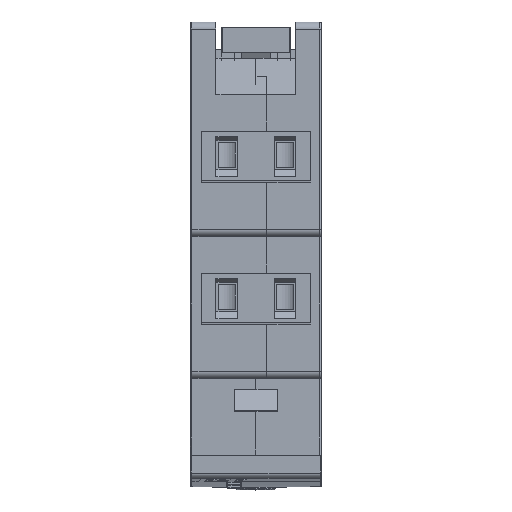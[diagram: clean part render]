
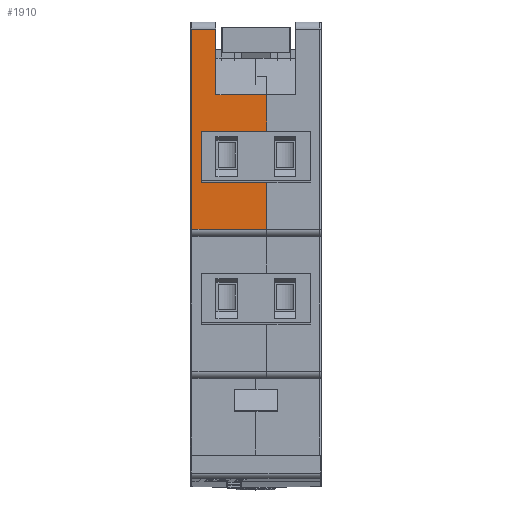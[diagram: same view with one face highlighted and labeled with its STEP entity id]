
A CAD part, top view. The second image highlights one B-rep face of the part: STEP entity #1910.
In plain terms, the highlighted planar face has unit normal (0, 0, 1).
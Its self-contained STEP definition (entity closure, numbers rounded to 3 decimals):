
#1910=ADVANCED_FACE('',(#3575),#3577,.T.);
#3575=FACE_BOUND('',#3576,.T.);
#3576=EDGE_LOOP('',(#7670,#7671,#7672,#7673,#7674,#7675,#7676,#7677,#7678,#7679));
#3577=PLANE('',#3578);
#3578=AXIS2_PLACEMENT_3D('',#3579,#3580,#3581);
#3579=CARTESIAN_POINT('',(0.,28.75,44.75));
#3580=DIRECTION('',(0.,0.,1.));
#3581=DIRECTION('',(0.,-1.,0.));
#7670=ORIENTED_EDGE('',*,*,#10465,.T.);
#7671=ORIENTED_EDGE('',*,*,#10466,.T.);
#7672=ORIENTED_EDGE('',*,*,#10467,.F.);
#7673=ORIENTED_EDGE('',*,*,#10468,.T.);
#7674=ORIENTED_EDGE('',*,*,#10469,.T.);
#7675=ORIENTED_EDGE('',*,*,#10470,.T.);
#7676=ORIENTED_EDGE('',*,*,#10471,.F.);
#7677=ORIENTED_EDGE('',*,*,#10379,.T.);
#7678=ORIENTED_EDGE('',*,*,#10345,.T.);
#7679=ORIENTED_EDGE('',*,*,#10464,.F.);
#10345=EDGE_CURVE('',#12105,#12103,#12106,.T.);
#10379=EDGE_CURVE('',#12170,#12105,#12171,.F.);
#10464=EDGE_CURVE('',#12314,#12103,#12316,.T.);
#10465=EDGE_CURVE('',#12314,#12317,#12318,.T.);
#10466=EDGE_CURVE('',#12317,#12319,#12320,.T.);
#10467=EDGE_CURVE('',#12321,#12319,#12322,.T.);
#10468=EDGE_CURVE('',#12321,#12323,#12324,.F.);
#10469=EDGE_CURVE('',#12323,#12325,#12326,.T.);
#10470=EDGE_CURVE('',#12325,#12327,#12328,.F.);
#10471=EDGE_CURVE('',#12170,#12327,#12329,.T.);
#12103=VERTEX_POINT('',#15296);
#12105=VERTEX_POINT('',#15301);
#12106=LINE('',#15302,#15303);
#12170=VERTEX_POINT('',#15441);
#12171=LINE('',#15442,#15443);
#12314=VERTEX_POINT('',#15753);
#12316=LINE('',#15758,#15759);
#12317=VERTEX_POINT('',#15761);
#12318=LINE('',#15762,#15763);
#12319=VERTEX_POINT('',#15765);
#12320=LINE('',#15766,#15767);
#12321=VERTEX_POINT('',#15769);
#12322=LINE('',#15770,#15771);
#12323=VERTEX_POINT('',#15773);
#12324=LINE('',#15774,#15775);
#12325=VERTEX_POINT('',#15777);
#12326=LINE('',#15778,#15779);
#12327=VERTEX_POINT('',#15781);
#12328=LINE('',#15782,#15783);
#12329=LINE('',#15785,#15786);
#15296=CARTESIAN_POINT('',(3.5,28.75,44.75));
#15301=CARTESIAN_POINT('',(3.5,19.75,44.75));
#15302=CARTESIAN_POINT('',(3.5,19.75,44.75));
#15303=VECTOR('',#15304,1.);
#15304=DIRECTION('',(0.,1.,0.));
#15441=CARTESIAN_POINT('',(10.5,19.75,44.75));
#15442=CARTESIAN_POINT('',(3.5,19.75,44.75));
#15443=VECTOR('',#15444,1.);
#15444=DIRECTION('',(1.,0.,0.));
#15753=CARTESIAN_POINT('',(0.2,28.75,44.75));
#15758=CARTESIAN_POINT('',(0.2,28.75,44.75));
#15759=VECTOR('',#15760,1.);
#15760=DIRECTION('',(1.,0.,0.));
#15761=CARTESIAN_POINT('',(0.2,1.25,44.75));
#15762=CARTESIAN_POINT('',(0.2,28.75,44.75));
#15763=VECTOR('',#15764,1.);
#15764=DIRECTION('',(0.,-1.,0.));
#15765=CARTESIAN_POINT('',(10.5,1.25,44.75));
#15766=CARTESIAN_POINT('',(0.2,1.25,44.75));
#15767=VECTOR('',#15768,1.);
#15768=DIRECTION('',(1.,0.,0.));
#15769=CARTESIAN_POINT('',(10.5,7.75,44.75));
#15770=CARTESIAN_POINT('',(10.5,7.75,44.75));
#15771=VECTOR('',#15772,1.);
#15772=DIRECTION('',(0.,-1.,0.));
#15773=CARTESIAN_POINT('',(1.5,7.75,44.75));
#15774=CARTESIAN_POINT('',(1.5,7.75,44.75));
#15775=VECTOR('',#15776,1.);
#15776=DIRECTION('',(1.,0.,0.));
#15777=CARTESIAN_POINT('',(1.5,14.75,44.75));
#15778=CARTESIAN_POINT('',(1.5,7.75,44.75));
#15779=VECTOR('',#15780,1.);
#15780=DIRECTION('',(0.,1.,0.));
#15781=CARTESIAN_POINT('',(10.5,14.75,44.75));
#15782=CARTESIAN_POINT('',(10.5,14.75,44.75));
#15783=VECTOR('',#15784,1.);
#15784=DIRECTION('',(-1.,0.,0.));
#15785=CARTESIAN_POINT('',(10.5,19.75,44.75));
#15786=VECTOR('',#15787,1.);
#15787=DIRECTION('',(0.,-1.,0.));
